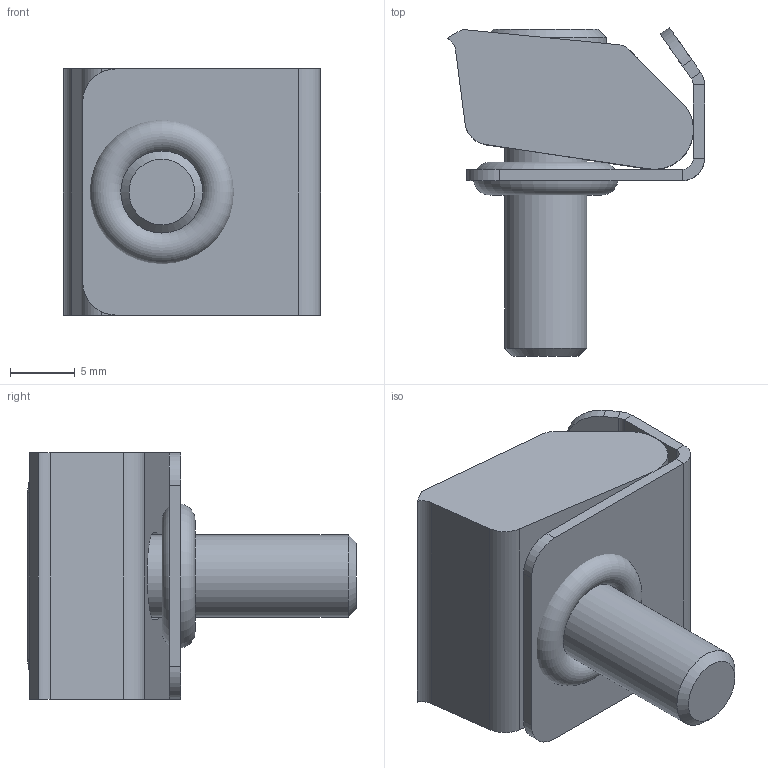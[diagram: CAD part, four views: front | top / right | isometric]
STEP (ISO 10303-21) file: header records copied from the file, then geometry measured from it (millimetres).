
FILE_DESCRIPTION(/* description */ ('STEP AP214'),/* implementation_level */ '2;1');
FILE_NAME(/* name */ 'New 26051 Wear Plate & Mitee-Bite 26050 PitBull.stp',/* time_stamp */ '2024-09-10T11:10:05-04:00',/* author */ ('rwoods'),/* organization */ (''),/* preprocessor_version */ 'ST-DEVELOPER v20',/* originating_system */ 'Autodesk Inventor 2025',/* authorisation */ '');
FILE_SCHEMA (('AUTOMOTIVE_DESIGN { 1 0 10303 214 3 1 1 }'));
Length unit declared in the file: inch
Products named in the file (5): MiteeBite-26050 with new 26051; MiteeBite-26050_26050; MiteeBite-26050_oring; 26051-new; SHCS_UNC
Assembly tree (4 placements, depth 2):
  MiteeBite-26050 with new 26051
    MiteeBite-26050_26050
    MiteeBite-26050_oring
    26051-new
    SHCS_UNC
Bounding box: 19.91 x 25.44 x 19.05 mm (x, y, z)
Volume: 3564.3 mm3; surface area: 3497 mm2
Topology: 4 solids, 4 shells, 73 faces, 236 edges, 178 vertices
Faces by surface type: plane 49, cylinder 21, cone 2, torus 1
Full cylindrical faces by diameter (mm): 6.35 x1, 9.398 x1
Entity records: 2982 total; most frequent: CARTESIAN_POINT 675, ORIENTED_EDGE 472, DIRECTION 390, EDGE_CURVE 236, VERTEX_POINT 178, LINE 132, VECTOR 132, AXIS2_PLACEMENT_3D 129
